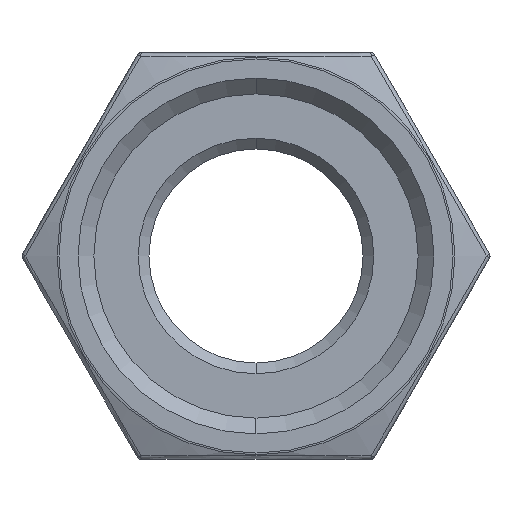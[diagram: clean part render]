
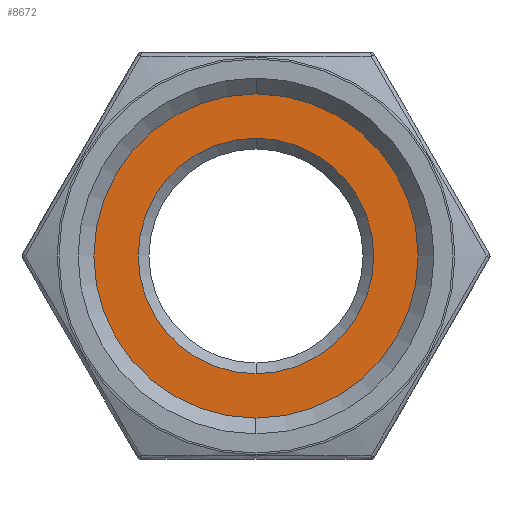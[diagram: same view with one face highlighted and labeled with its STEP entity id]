
A CAD part, left-side view. The second image highlights one B-rep face of the part: STEP entity #8672.
In plain terms, the highlighted planar face has unit normal (-1, 0, 0).
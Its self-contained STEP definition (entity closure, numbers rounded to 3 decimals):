
#60 = CARTESIAN_POINT ( 'NONE',  ( -46., 0., -15.145 ) ) ;
#92 = ORIENTED_EDGE ( 'NONE', *, *, #1695, .F. ) ;
#154 = AXIS2_PLACEMENT_3D ( 'NONE', #9491, #14789, #6673 ) ;
#237 = ORIENTED_EDGE ( 'NONE', *, *, #1773, .T. ) ;
#595 = ORIENTED_EDGE ( 'NONE', *, *, #7635, .F. ) ;
#744 = CARTESIAN_POINT ( 'NONE',  ( -46., 0., 0. ) ) ;
#968 = CIRCLE ( 'NONE', #10093, 11. ) ;
#1088 = AXIS2_PLACEMENT_3D ( 'NONE', #3301, #12710, #16702 ) ;
#1166 = ORIENTED_EDGE ( 'NONE', *, *, #8039, .T. ) ;
#1347 = FACE_BOUND ( 'NONE', #12430, .T. ) ;
#1407 = AXIS2_PLACEMENT_3D ( 'NONE', #12356, #10898, #7124 ) ;
#1695 = EDGE_CURVE ( 'NONE', #5461, #11046, #13617, .T. ) ;
#1773 = EDGE_CURVE ( 'NONE', #1778, #9557, #4110, .T. ) ;
#1778 = VERTEX_POINT ( 'NONE', #11139 ) ;
#2624 = CARTESIAN_POINT ( 'NONE',  ( -46., 0., 0. ) ) ;
#3018 = CIRCLE ( 'NONE', #1088, 15.145 ) ;
#3301 = CARTESIAN_POINT ( 'NONE',  ( -46., 0., 0. ) ) ;
#4110 = CIRCLE ( 'NONE', #10745, 11. ) ;
#4457 = CARTESIAN_POINT ( 'NONE',  ( -46., 0., -11. ) ) ;
#5461 = VERTEX_POINT ( 'NONE', #16929 ) ;
#5903 = DIRECTION ( 'NONE',  ( 0., 0., 1. ) ) ;
#6673 = DIRECTION ( 'NONE',  ( 0., 0., 1. ) ) ;
#6707 = DIRECTION ( 'NONE',  ( 1., 0., 0. ) ) ;
#7124 = DIRECTION ( 'NONE',  ( 0., 0., -1. ) ) ;
#7635 = EDGE_CURVE ( 'NONE', #11046, #5461, #3018, .T. ) ;
#8039 = EDGE_CURVE ( 'NONE', #9557, #1778, #968, .T. ) ;
#8672 = ADVANCED_FACE ( 'NONE', ( #1347, #10153 ), #14667, .T. ) ;
#9491 = CARTESIAN_POINT ( 'NONE',  ( -46., 15.145, 0. ) ) ;
#9557 = VERTEX_POINT ( 'NONE', #4457 ) ;
#9783 = DIRECTION ( 'NONE',  ( 1., 0., 0. ) ) ;
#10093 = AXIS2_PLACEMENT_3D ( 'NONE', #2624, #6707, #14699 ) ;
#10153 = FACE_OUTER_BOUND ( 'NONE', #13903, .T. ) ;
#10745 = AXIS2_PLACEMENT_3D ( 'NONE', #744, #9783, #5903 ) ;
#10898 = DIRECTION ( 'NONE',  ( 1., 0., 0. ) ) ;
#11046 = VERTEX_POINT ( 'NONE', #60 ) ;
#11139 = CARTESIAN_POINT ( 'NONE',  ( -46., 0., 11. ) ) ;
#12356 = CARTESIAN_POINT ( 'NONE',  ( -46., 0., 0. ) ) ;
#12430 = EDGE_LOOP ( 'NONE', ( #237, #1166 ) ) ;
#12710 = DIRECTION ( 'NONE',  ( 1., 0., 0. ) ) ;
#13617 = CIRCLE ( 'NONE', #1407, 15.145 ) ;
#13903 = EDGE_LOOP ( 'NONE', ( #595, #92 ) ) ;
#14667 = PLANE ( 'NONE',  #154 ) ;
#14699 = DIRECTION ( 'NONE',  ( 0., 0., 1. ) ) ;
#14789 = DIRECTION ( 'NONE',  ( -1., 0., 0. ) ) ;
#16702 = DIRECTION ( 'NONE',  ( 0., 0., -1. ) ) ;
#16929 = CARTESIAN_POINT ( 'NONE',  ( -46., 0., 15.145 ) ) ;
